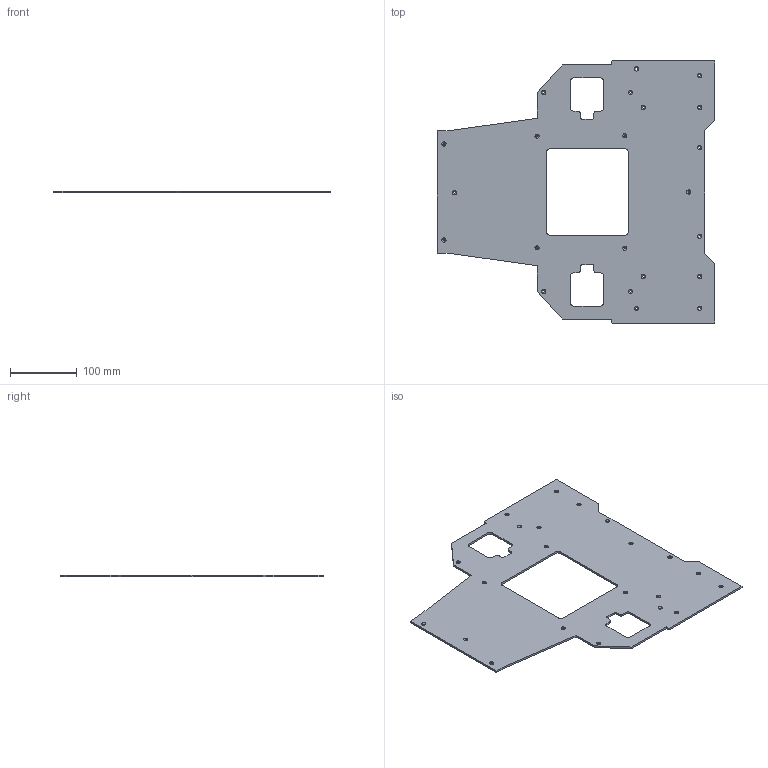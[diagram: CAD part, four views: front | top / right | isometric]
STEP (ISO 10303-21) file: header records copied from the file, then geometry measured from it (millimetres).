
FILE_DESCRIPTION (( 'STEP AP203' ), '1' );
FILE_NAME ('Carter inferieur.STEP', '2020-01-14T17:08:37', ( '' ), ( '' ), 'SwSTEP 2.0', 'SolidWorks 2018', '' );
FILE_SCHEMA (( 'CONFIG_CONTROL_DESIGN' ));
Length unit declared in the file: millimetre
Products named in the file (1): Carter inferieur
Bounding box: 417.03 x 393.82 x 3 mm (x, y, z)
Volume: 322708.5 mm3; surface area: 223580.8 mm2
Topology: 1 solids, 1 shells, 196 faces, 494 edges, 300 vertices
Faces by surface type: cylinder 108, cone 44, plane 44
Entity records: 6027 total; most frequent: DIRECTION 1104, CARTESIAN_POINT 991, ORIENTED_EDGE 988, EDGE_CURVE 494, AXIS2_PLACEMENT_3D 413, VERTEX_POINT 300, LINE 278, VECTOR 278
